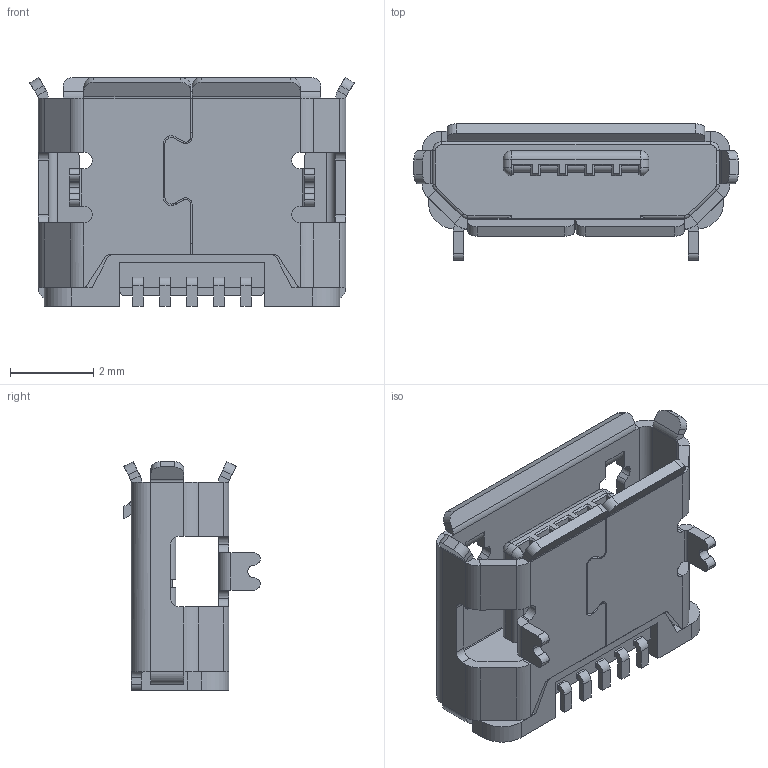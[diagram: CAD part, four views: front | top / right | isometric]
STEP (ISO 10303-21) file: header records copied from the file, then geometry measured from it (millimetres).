
FILE_DESCRIPTION (( 'STEP AP214' ), '1' );
FILE_NAME ('Assem1 USB3080-30-00-A.STEP', '2021-12-21T19:09:10', ( '' ), ( '' ), 'SwSTEP 2.0', 'SolidWorks 2017', '' );
FILE_SCHEMA (( 'AUTOMOTIVE_DESIGN' ));
Length unit declared in the file: millimetre
Products named in the file (2): USB3080-30-00-A; Assem1 USB3080-30-00-A
Assembly tree (1 placements, depth 2):
  Assem1 USB3080-30-00-A
    USB3080-30-00-A
Bounding box: 7.8 x 3.27 x 5.5 mm (x, y, z)
Volume: 39.2 mm3; surface area: 275.5 mm2
Topology: 12 solids, 12 shells, 570 faces, 1455 edges, 888 vertices
Faces by surface type: plane 383, cylinder 171, sphere 8, torus 6, cone 2
Entity records: 17357 total; most frequent: CARTESIAN_POINT 2997, DIRECTION 2931, ORIENTED_EDGE 2894, EDGE_CURVE 1447, VECTOR 1091, LINE 1091, AXIS2_PLACEMENT_3D 920, VERTEX_POINT 888
